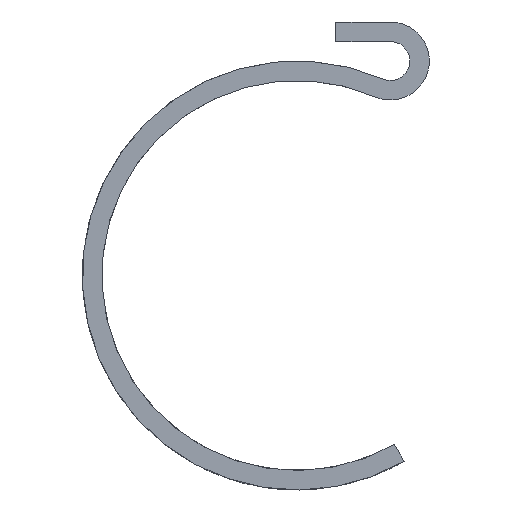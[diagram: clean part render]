
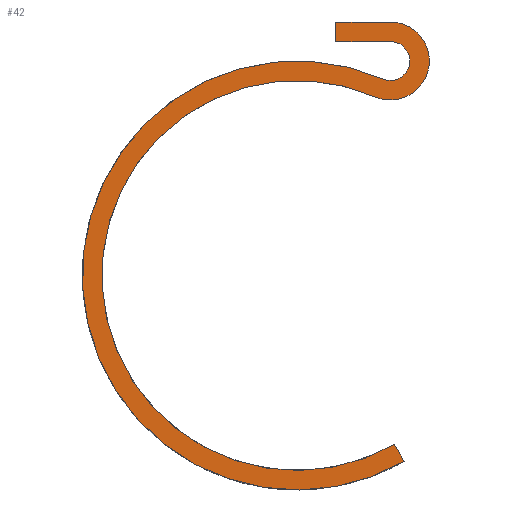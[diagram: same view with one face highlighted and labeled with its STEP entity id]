
A CAD part, left-side view. The second image highlights one B-rep face of the part: STEP entity #42.
In plain terms, the highlighted planar face has unit normal (-1, 0, 0).
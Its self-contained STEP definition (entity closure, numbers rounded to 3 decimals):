
#42 = ADVANCED_FACE( '', ( #86 ), #87, .F. );
#86 = FACE_OUTER_BOUND( '', #129, .T. );
#87 = PLANE( '', #130 );
#129 = EDGE_LOOP( '', ( #181, #182, #183, #184, #185, #186, #187, #188 ) );
#130 = AXIS2_PLACEMENT_3D( '', #189, #190, #191 );
#181 = ORIENTED_EDGE( '', *, *, #280, .F. );
#182 = ORIENTED_EDGE( '', *, *, #281, .F. );
#183 = ORIENTED_EDGE( '', *, *, #265, .T. );
#184 = ORIENTED_EDGE( '', *, *, #282, .F. );
#185 = ORIENTED_EDGE( '', *, *, #283, .F. );
#186 = ORIENTED_EDGE( '', *, *, #284, .T. );
#187 = ORIENTED_EDGE( '', *, *, #270, .F. );
#188 = ORIENTED_EDGE( '', *, *, #285, .F. );
#189 = CARTESIAN_POINT( '', ( 0., -2.086, 4.785 ) );
#190 = DIRECTION( '', ( 1., 0., 0. ) );
#191 = DIRECTION( '', ( 0., 0., -1. ) );
#265 = EDGE_CURVE( '', #307, #308, #309, .T. );
#270 = EDGE_CURVE( '', #316, #317, #318, .T. );
#280 = EDGE_CURVE( '', #334, #335, #336, .T. );
#281 = EDGE_CURVE( '', #307, #334, #337, .T. );
#282 = EDGE_CURVE( '', #338, #308, #339, .T. );
#283 = EDGE_CURVE( '', #340, #338, #341, .T. );
#284 = EDGE_CURVE( '', #340, #317, #342, .T. );
#285 = EDGE_CURVE( '', #335, #316, #343, .T. );
#307 = VERTEX_POINT( '', #369 );
#308 = VERTEX_POINT( '', #370 );
#309 = CIRCLE( '', #371, 0.435 );
#316 = VERTEX_POINT( '', #380 );
#317 = VERTEX_POINT( '', #381 );
#318 = CIRCLE( '', #382, 0.87 );
#334 = VERTEX_POINT( '', #404 );
#335 = VERTEX_POINT( '', #405 );
#336 = LINE( '', #406, #407 );
#337 = LINE( '', #408, #409 );
#338 = VERTEX_POINT( '', #410 );
#339 = CIRCLE( '', #411, 4.785 );
#340 = VERTEX_POINT( '', #412 );
#341 = LINE( '', #413, #414 );
#342 = CIRCLE( '', #415, 4.35 );
#343 = LINE( '', #416, #417 );
#369 = CARTESIAN_POINT( '', ( 0., -2.086, 5.22 ) );
#370 = CARTESIAN_POINT( '', ( 0., -1.912, 4.386 ) );
#371 = AXIS2_PLACEMENT_3D( '', #450, #451, #452 );
#380 = CARTESIAN_POINT( '', ( 0., -2.086, 5.655 ) );
#381 = CARTESIAN_POINT( '', ( 0., -1.738, 3.988 ) );
#382 = AXIS2_PLACEMENT_3D( '', #458, #459, #460 );
#404 = CARTESIAN_POINT( '', ( 0., -0.87, 5.22 ) );
#405 = CARTESIAN_POINT( '', ( 0., -0.87, 5.655 ) );
#406 = CARTESIAN_POINT( '', ( 0., -0.87, 5.22 ) );
#407 = VECTOR( '', #470, 1000. );
#408 = CARTESIAN_POINT( '', ( 0., -2.086, 5.22 ) );
#409 = VECTOR( '', #471, 1000. );
#410 = CARTESIAN_POINT( '', ( 0., -2.393, -4.144 ) );
#411 = AXIS2_PLACEMENT_3D( '', #472, #473, #474 );
#412 = CARTESIAN_POINT( '', ( 0., -2.175, -3.767 ) );
#413 = CARTESIAN_POINT( '', ( 0., -2.175, -3.767 ) );
#414 = VECTOR( '', #475, 1000. );
#415 = AXIS2_PLACEMENT_3D( '', #476, #477, #478 );
#416 = CARTESIAN_POINT( '', ( 0., -0.87, 5.655 ) );
#417 = VECTOR( '', #479, 1000. );
#450 = CARTESIAN_POINT( '', ( 0., -2.086, 4.785 ) );
#451 = DIRECTION( '', ( 1., 0., 0. ) );
#452 = DIRECTION( '', ( 0., 0., -1. ) );
#458 = CARTESIAN_POINT( '', ( 0., -2.086, 4.785 ) );
#459 = DIRECTION( '', ( 1., 0., 0. ) );
#460 = DIRECTION( '', ( 0., 0., -1. ) );
#470 = DIRECTION( '', ( 0., 0., 1. ) );
#471 = DIRECTION( '', ( 0., 1., 0. ) );
#472 = CARTESIAN_POINT( '', ( 0., 0., 0. ) );
#473 = DIRECTION( '', ( 1., 0., 0. ) );
#474 = DIRECTION( '', ( 0., 0., -1. ) );
#475 = DIRECTION( '', ( 0., -0.5, -0.866 ) );
#476 = CARTESIAN_POINT( '', ( 0., 0., 0. ) );
#477 = DIRECTION( '', ( 1., 0., 0. ) );
#478 = DIRECTION( '', ( 0., 0., -1. ) );
#479 = DIRECTION( '', ( 0., -1., 0. ) );
